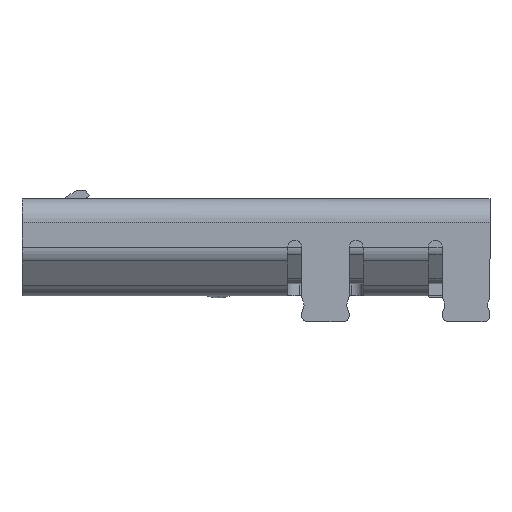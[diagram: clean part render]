
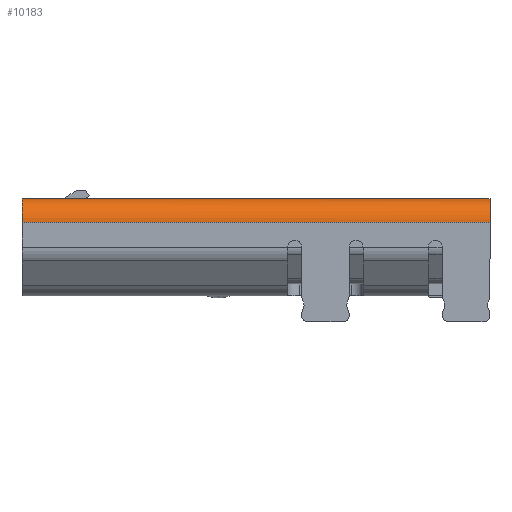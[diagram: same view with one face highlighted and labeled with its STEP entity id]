
A CAD part, front view. The second image highlights one B-rep face of the part: STEP entity #10183.
In plain terms, the highlighted cylindrical face has radius 0.6 mm (diameter 1.2 mm), a partial arc.
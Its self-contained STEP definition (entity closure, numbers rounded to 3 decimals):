
#109=B_SPLINE_CURVE_WITH_KNOTS('',3,(#15546,#15547,#15548,#15549,#15550,
#15551,#15552,#15553),.UNSPECIFIED.,.F.,.F.,(4,2,2,4),(-0.016,
-0.01,-0.008,0.),.UNSPECIFIED.);
#1051=LINE('',#16433,#2174);
#1052=LINE('',#16434,#2175);
#2174=VECTOR('',#12917,1000.);
#2175=VECTOR('',#12918,1000.);
#2835=CYLINDRICAL_SURFACE('',#10998,0.6);
#3171=FACE_OUTER_BOUND('',#3745,.T.);
#3745=EDGE_LOOP('',(#8003,#8004,#8005,#8006,#8007));
#4220=CIRCLE('',#10787,0.6);
#4280=CIRCLE('',#10918,0.6);
#4761=VERTEX_POINT('',#15522);
#4763=VERTEX_POINT('',#15528);
#4765=VERTEX_POINT('',#15544);
#4920=VERTEX_POINT('',#16208);
#4922=VERTEX_POINT('',#16214);
#5838=EDGE_CURVE('',#4763,#4761,#4220,.T.);
#5841=EDGE_CURVE('',#4763,#4765,#109,.T.);
#6072=EDGE_CURVE('',#4920,#4922,#4280,.T.);
#6187=EDGE_CURVE('',#4765,#4920,#1051,.T.);
#6188=EDGE_CURVE('',#4761,#4922,#1052,.T.);
#8003=ORIENTED_EDGE('',*,*,#5838,.F.);
#8004=ORIENTED_EDGE('',*,*,#5841,.T.);
#8005=ORIENTED_EDGE('',*,*,#6187,.T.);
#8006=ORIENTED_EDGE('',*,*,#6072,.T.);
#8007=ORIENTED_EDGE('',*,*,#6188,.F.);
#10183=ADVANCED_FACE('',(#3171),#2835,.T.);
#10787=AXIS2_PLACEMENT_3D('',#15530,#12259,#12260);
#10918=AXIS2_PLACEMENT_3D('',#16216,#12675,#12676);
#10998=AXIS2_PLACEMENT_3D('',#16432,#12915,#12916);
#12259=DIRECTION('center_axis',(1.,0.,0.));
#12260=DIRECTION('ref_axis',(0.,1.,0.));
#12675=DIRECTION('center_axis',(1.,0.,0.));
#12676=DIRECTION('ref_axis',(0.,1.,0.));
#12915=DIRECTION('center_axis',(-1.,0.,0.));
#12916=DIRECTION('ref_axis',(0.,-1.,0.));
#12917=DIRECTION('',(-1.,0.,0.));
#12918=DIRECTION('',(-1.,0.,0.));
#15522=CARTESIAN_POINT('',(0.95,-5.05,1.85));
#15528=CARTESIAN_POINT('',(0.95,-4.5,2.448));
#15530=CARTESIAN_POINT('Origin',(0.95,-4.45,1.85));
#15544=CARTESIAN_POINT('',(0.8,-4.45,2.45));
#15546=CARTESIAN_POINT('Ctrl Pts',(0.95,-4.5,2.448));
#15547=CARTESIAN_POINT('Ctrl Pts',(0.93,-4.5,
2.448));
#15548=CARTESIAN_POINT('Ctrl Pts',(0.91,-4.498,
2.448));
#15549=CARTESIAN_POINT('Ctrl Pts',(0.884,-4.491,
2.449));
#15550=CARTESIAN_POINT('Ctrl Pts',(0.877,-4.489,
2.449));
#15551=CARTESIAN_POINT('Ctrl Pts',(0.846,-4.479,
2.449));
#15552=CARTESIAN_POINT('Ctrl Pts',(0.821,-4.466,
2.45));
#15553=CARTESIAN_POINT('Ctrl Pts',(0.8,-4.45,
2.45));
#16208=CARTESIAN_POINT('',(-10.85,-4.45,2.45));
#16214=CARTESIAN_POINT('',(-10.85,-5.05,1.85));
#16216=CARTESIAN_POINT('Origin',(-10.85,-4.45,1.85));
#16432=CARTESIAN_POINT('Origin',(0.95,-4.45,1.85));
#16433=CARTESIAN_POINT('',(0.95,-4.45,2.45));
#16434=CARTESIAN_POINT('',(0.95,-5.05,1.85));
